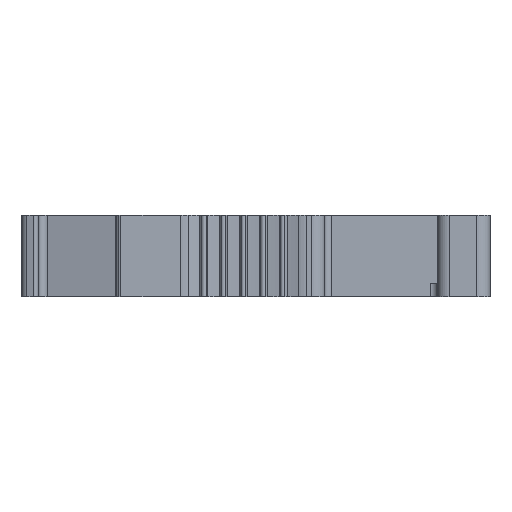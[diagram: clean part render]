
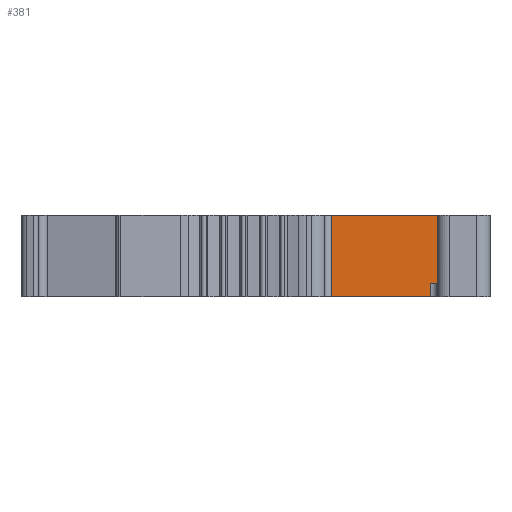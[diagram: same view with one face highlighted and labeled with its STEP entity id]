
A CAD part, left-side view. The second image highlights one B-rep face of the part: STEP entity #381.
In plain terms, the highlighted planar face has unit normal (-1, 0, 0).
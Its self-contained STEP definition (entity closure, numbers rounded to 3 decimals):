
#381=ADVANCED_FACE('',(#2821),#2823,.T.);
#2821=FACE_BOUND('',#2822,.T.);
#2822=EDGE_LOOP('',(#5123,#5124,#5125,#5126,#5127,#5128));
#2823=PLANE('',#2824);
#2824=AXIS2_PLACEMENT_3D('',#2825,#2826,#2827);
#2825=CARTESIAN_POINT('',(1856.135,165.595,6.2));
#2826=DIRECTION('',(-1.,0.,0.));
#2827=DIRECTION('',(0.,0.,1.));
#5123=ORIENTED_EDGE('',*,*,#6688,.F.);
#5124=ORIENTED_EDGE('',*,*,#6689,.T.);
#5125=ORIENTED_EDGE('',*,*,#6690,.F.);
#5126=ORIENTED_EDGE('',*,*,#6390,.T.);
#5127=ORIENTED_EDGE('',*,*,#6691,.T.);
#5128=ORIENTED_EDGE('',*,*,#6480,.F.);
#6390=EDGE_CURVE('',#7379,#7377,#7380,.T.);
#6480=EDGE_CURVE('',#7557,#7559,#7560,.T.);
#6688=EDGE_CURVE('',#7948,#7557,#7949,.T.);
#6689=EDGE_CURVE('',#7948,#7950,#7951,.T.);
#6690=EDGE_CURVE('',#7379,#7950,#7952,.T.);
#6691=EDGE_CURVE('',#7377,#7559,#7953,.T.);
#7377=VERTEX_POINT('',#9660);
#7379=VERTEX_POINT('',#9665);
#7380=LINE('',#9666,#9667);
#7557=VERTEX_POINT('',#10064);
#7559=VERTEX_POINT('',#10069);
#7560=LINE('',#10070,#10071);
#7948=VERTEX_POINT('',#10953);
#7949=LINE('',#10954,#10955);
#7950=VERTEX_POINT('',#10957);
#7951=LINE('',#10958,#10959);
#7952=LINE('',#10961,#10962);
#7953=LINE('',#10964,#10965);
#9660=CARTESIAN_POINT('',(1856.135,175.595,6.2));
#9665=CARTESIAN_POINT('',(1856.135,165.595,6.2));
#9666=CARTESIAN_POINT('',(1856.135,165.595,6.2));
#9667=VECTOR('',#9668,1.);
#9668=DIRECTION('',(0.,1.,0.));
#10064=CARTESIAN_POINT('',(1856.135,168.095,0.));
#10069=CARTESIAN_POINT('',(1856.135,175.595,0.));
#10070=CARTESIAN_POINT('',(1856.135,168.095,0.));
#10071=VECTOR('',#10072,1.);
#10072=DIRECTION('',(0.,1.,0.));
#10953=CARTESIAN_POINT('',(1856.135,168.095,1.));
#10954=CARTESIAN_POINT('',(1856.135,168.095,1.));
#10955=VECTOR('',#10956,1.);
#10956=DIRECTION('',(0.,0.,-1.));
#10957=CARTESIAN_POINT('',(1856.135,165.595,1.));
#10958=CARTESIAN_POINT('',(1856.135,168.095,1.));
#10959=VECTOR('',#10960,1.);
#10960=DIRECTION('',(0.,-1.,0.));
#10961=CARTESIAN_POINT('',(1856.135,165.595,6.2));
#10962=VECTOR('',#10963,1.);
#10963=DIRECTION('',(0.,0.,-1.));
#10964=CARTESIAN_POINT('',(1856.135,175.595,6.2));
#10965=VECTOR('',#10966,1.);
#10966=DIRECTION('',(0.,0.,-1.));
